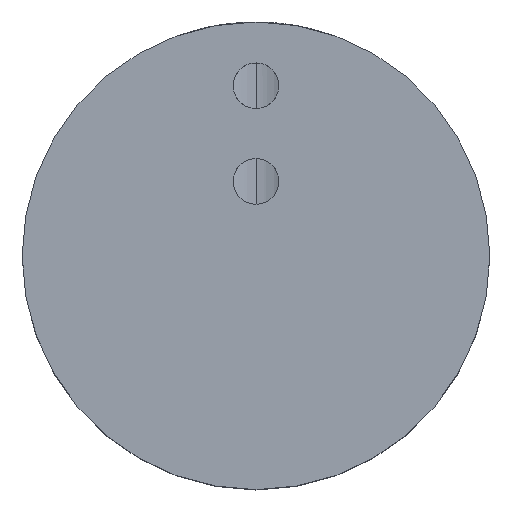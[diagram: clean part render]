
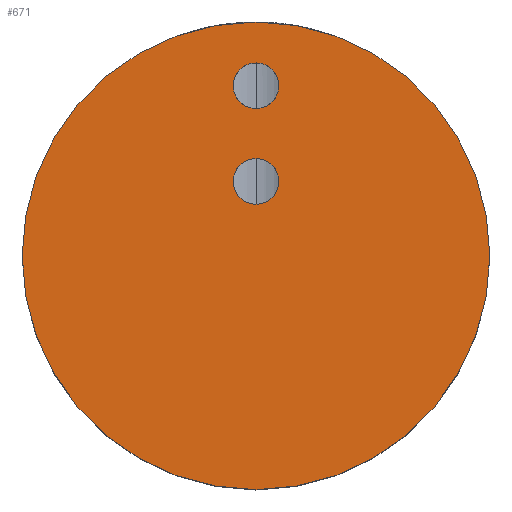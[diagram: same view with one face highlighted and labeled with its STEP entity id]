
A CAD part, top view. The second image highlights one B-rep face of the part: STEP entity #671.
In plain terms, the highlighted planar face has unit normal (0, 0, 1).
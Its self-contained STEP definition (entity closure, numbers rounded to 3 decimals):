
#11 = DIRECTION ( 'NONE',  ( 0., 0., 1. ) ) ;
#26 = VERTEX_POINT ( 'NONE', #797 ) ;
#27 = AXIS2_PLACEMENT_3D ( 'NONE', #716, #462, #558 ) ;
#32 = VERTEX_POINT ( 'NONE', #790 ) ;
#35 = CARTESIAN_POINT ( 'NONE',  ( -11., 0., 23.5 ) ) ;
#46 = CIRCLE ( 'NONE', #165, 1.075 ) ;
#71 = AXIS2_PLACEMENT_3D ( 'NONE', #355, #271, #845 ) ;
#80 = DIRECTION ( 'NONE',  ( 1., 0., 0. ) ) ;
#88 = DIRECTION ( 'NONE',  ( 0., 0., 1. ) ) ;
#101 = EDGE_CURVE ( 'NONE', #26, #32, #808, .T. ) ;
#113 = CIRCLE ( 'NONE', #243, 11. ) ;
#124 = VERTEX_POINT ( 'NONE', #543 ) ;
#146 = DIRECTION ( 'NONE',  ( 1., 0., 0. ) ) ;
#155 = FACE_BOUND ( 'NONE', #898, .T. ) ;
#163 = FACE_OUTER_BOUND ( 'NONE', #433, .T. ) ;
#165 = AXIS2_PLACEMENT_3D ( 'NONE', #947, #886, #146 ) ;
#188 = VERTEX_POINT ( 'NONE', #35 ) ;
#205 = DIRECTION ( 'NONE',  ( 0., 0., 1. ) ) ;
#217 = ORIENTED_EDGE ( 'NONE', *, *, #838, .F. ) ;
#232 = FACE_BOUND ( 'NONE', #819, .T. ) ;
#243 = AXIS2_PLACEMENT_3D ( 'NONE', #965, #804, #80 ) ;
#271 = DIRECTION ( 'NONE',  ( 0., 0., 1. ) ) ;
#318 = VERTEX_POINT ( 'NONE', #404 ) ;
#325 = DIRECTION ( 'NONE',  ( 1., 0., 0. ) ) ;
#355 = CARTESIAN_POINT ( 'NONE',  ( 0., 3.5, 23.5 ) ) ;
#375 = EDGE_CURVE ( 'NONE', #124, #1017, #741, .T. ) ;
#404 = CARTESIAN_POINT ( 'NONE',  ( 11., 0., 23.5 ) ) ;
#433 = EDGE_LOOP ( 'NONE', ( #1008, #980 ) ) ;
#462 = DIRECTION ( 'NONE',  ( 0., 0., 1. ) ) ;
#482 = CIRCLE ( 'NONE', #665, 1.075 ) ;
#483 = PLANE ( 'NONE',  #511 ) ;
#511 = AXIS2_PLACEMENT_3D ( 'NONE', #705, #88, #1029 ) ;
#543 = CARTESIAN_POINT ( 'NONE',  ( -1.075, 3.5, 23.5 ) ) ;
#558 = DIRECTION ( 'NONE',  ( 1., 0., 0. ) ) ;
#580 = CARTESIAN_POINT ( 'NONE',  ( 0., 8., 23.5 ) ) ;
#615 = CARTESIAN_POINT ( 'NONE',  ( 0., 8., 23.5 ) ) ;
#648 = CIRCLE ( 'NONE', #27, 11. ) ;
#665 = AXIS2_PLACEMENT_3D ( 'NONE', #615, #205, #1014 ) ;
#671 = ADVANCED_FACE ( 'NONE', ( #155, #232, #163 ), #483, .T. ) ;
#705 = CARTESIAN_POINT ( 'NONE',  ( 0., 0., 23.5 ) ) ;
#716 = CARTESIAN_POINT ( 'NONE',  ( 0., 0., 23.5 ) ) ;
#730 = ORIENTED_EDGE ( 'NONE', *, *, #803, .F. ) ;
#741 = CIRCLE ( 'NONE', #71, 1.075 ) ;
#790 = CARTESIAN_POINT ( 'NONE',  ( 1.075, 8., 23.5 ) ) ;
#797 = CARTESIAN_POINT ( 'NONE',  ( -1.075, 8., 23.5 ) ) ;
#803 = EDGE_CURVE ( 'NONE', #32, #26, #482, .T. ) ;
#804 = DIRECTION ( 'NONE',  ( 0., 0., 1. ) ) ;
#808 = CIRCLE ( 'NONE', #889, 1.075 ) ;
#819 = EDGE_LOOP ( 'NONE', ( #217, #903 ) ) ;
#838 = EDGE_CURVE ( 'NONE', #1017, #124, #46, .T. ) ;
#845 = DIRECTION ( 'NONE',  ( 1., 0., 0. ) ) ;
#854 = EDGE_CURVE ( 'NONE', #188, #318, #648, .T. ) ;
#886 = DIRECTION ( 'NONE',  ( 0., 0., 1. ) ) ;
#889 = AXIS2_PLACEMENT_3D ( 'NONE', #580, #11, #325 ) ;
#898 = EDGE_LOOP ( 'NONE', ( #730, #958 ) ) ;
#901 = CARTESIAN_POINT ( 'NONE',  ( 1.075, 3.5, 23.5 ) ) ;
#903 = ORIENTED_EDGE ( 'NONE', *, *, #375, .F. ) ;
#947 = CARTESIAN_POINT ( 'NONE',  ( 0., 3.5, 23.5 ) ) ;
#958 = ORIENTED_EDGE ( 'NONE', *, *, #101, .F. ) ;
#959 = EDGE_CURVE ( 'NONE', #318, #188, #113, .T. ) ;
#965 = CARTESIAN_POINT ( 'NONE',  ( 0., 0., 23.5 ) ) ;
#980 = ORIENTED_EDGE ( 'NONE', *, *, #959, .T. ) ;
#1008 = ORIENTED_EDGE ( 'NONE', *, *, #854, .T. ) ;
#1014 = DIRECTION ( 'NONE',  ( 1., 0., 0. ) ) ;
#1017 = VERTEX_POINT ( 'NONE', #901 ) ;
#1029 = DIRECTION ( 'NONE',  ( 1., 0., 0. ) ) ;
